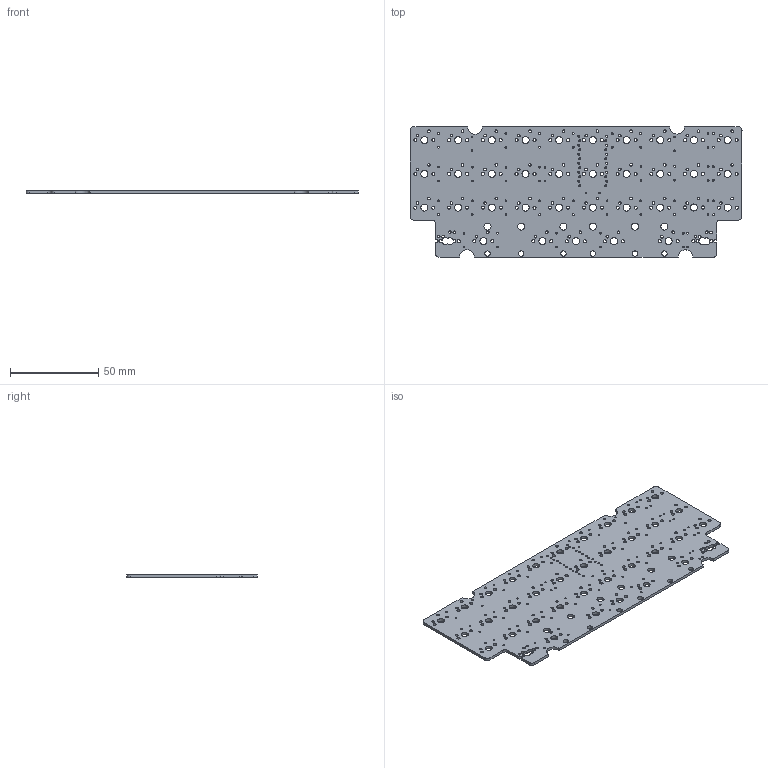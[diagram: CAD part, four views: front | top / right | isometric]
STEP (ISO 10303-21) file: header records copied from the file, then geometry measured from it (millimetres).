
FILE_DESCRIPTION(('KiCad electronic assembly'),'2;1');
FILE_NAME('33.step','2020-08-17T22:00:05',('An Author'),('A Company'), 'Open CASCADE STEP processor 6.9','KiCad to STEP converter','Unknown' );
FILE_SCHEMA(('AUTOMOTIVE_DESIGN { 1 0 10303 214 1 1 1 1 }'));
Length unit declared in the file: millimetre
Products named in the file (2): Open CASCADE STEP translator 6.9 1; COMPOUND
Assembly tree (1 placements, depth 2):
  Open CASCADE STEP translator 6.9 1
    COMPOUND
Bounding box: 187.71 x 73.81 x 1.6 mm (x, y, z)
Volume: 19404.9 mm3; surface area: 27818.1 mm2
Topology: 1 solids, 1 shells, 338 faces, 1008 edges, 672 vertices
Faces by surface type: cylinder 322, plane 16
Full cylindrical faces by diameter (mm): 1 x72, 1.092 x24, 1.47 x78, 1.75 x72, 3.048 x6, 3.988 x41
Entity records: 27987 total; most frequent: CARTESIAN_POINT 7932, DIRECTION 3672, ORIENTED_EDGE 2016, PCURVE 2016, DEFINITIONAL_REPRESENTATION 2016, LINE 1704, VECTOR 1704, EDGE_CURVE 1008
